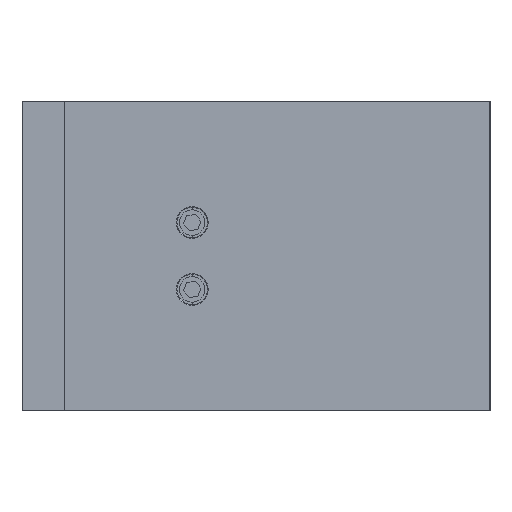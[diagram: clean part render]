
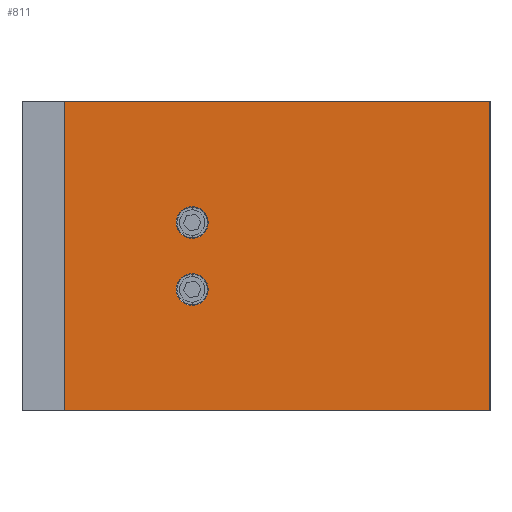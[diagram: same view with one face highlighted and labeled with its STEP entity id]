
A CAD part, left-side view. The second image highlights one B-rep face of the part: STEP entity #811.
In plain terms, the highlighted planar face has unit normal (-1, 0, 0).
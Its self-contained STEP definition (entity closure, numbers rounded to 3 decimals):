
#811 = ADVANCED_FACE ( 'NONE', ( #2019, #2239, #1972 ), #3981, .F. ) ;
#1215 = CARTESIAN_POINT ( 'NONE',  ( -2.096, 21.667, -5.5 ) ) ;
#1280 = DIRECTION ( 'NONE',  ( 1., 0., 0. ) ) ;
#1453 = DIRECTION ( 'NONE',  ( 0., 0., -1. ) ) ;
#1942 = DIRECTION ( 'NONE',  ( 1., 0., 0. ) ) ;
#1972 = FACE_OUTER_BOUND ( 'NONE', #2844, .T. ) ;
#2019 = FACE_BOUND ( 'NONE', #3071, .T. ) ;
#2173 = AXIS2_PLACEMENT_3D ( 'NONE', #3939, #3727, #3759 ) ;
#2239 = FACE_BOUND ( 'NONE', #2598, .T. ) ;
#2255 = CARTESIAN_POINT ( 'NONE',  ( -2.096, 21.667, 5.5 ) ) ;
#2265 = DIRECTION ( 'NONE',  ( 0., 0., -1. ) ) ;
#2283 = ORIENTED_EDGE ( 'NONE', *, *, #4755, .T. ) ;
#2381 = VERTEX_POINT ( 'NONE', #5717 ) ;
#2454 = ORIENTED_EDGE ( 'NONE', *, *, #5227, .T. ) ;
#2519 = VERTEX_POINT ( 'NONE', #5580 ) ;
#2553 = ORIENTED_EDGE ( 'NONE', *, *, #5134, .T. ) ;
#2564 = ORIENTED_EDGE ( 'NONE', *, *, #4667, .F. ) ;
#2576 = VERTEX_POINT ( 'NONE', #5912 ) ;
#2598 = EDGE_LOOP ( 'NONE', ( #2791, #2283 ) ) ;
#2694 = VERTEX_POINT ( 'NONE', #6330 ) ;
#2791 = ORIENTED_EDGE ( 'NONE', *, *, #5051, .T. ) ;
#2792 = ORIENTED_EDGE ( 'NONE', *, *, #4731, .F. ) ;
#2844 = EDGE_LOOP ( 'NONE', ( #2553, #2564, #2792, #3269 ) ) ;
#2889 = VERTEX_POINT ( 'NONE', #6236 ) ;
#2996 = VERTEX_POINT ( 'NONE', #6080 ) ;
#3031 = ORIENTED_EDGE ( 'NONE', *, *, #4725, .T. ) ;
#3071 = EDGE_LOOP ( 'NONE', ( #3031, #2454 ) ) ;
#3269 = ORIENTED_EDGE ( 'NONE', *, *, #4743, .T. ) ;
#3307 = VERTEX_POINT ( 'NONE', #6307 ) ;
#3322 = VERTEX_POINT ( 'NONE', #6032 ) ;
#3727 = DIRECTION ( 'NONE',  ( 1., 0., 0. ) ) ;
#3759 = DIRECTION ( 'NONE',  ( 0., 0., -1. ) ) ;
#3939 = CARTESIAN_POINT ( 'NONE',  ( -2.096, -27.333, 25.5 ) ) ;
#3981 = PLANE ( 'NONE',  #2173 ) ;
#4323 = AXIS2_PLACEMENT_3D ( 'NONE', #1215, #1280, #1453 ) ;
#4337 = VECTOR ( 'NONE', #6079, 1000. ) ;
#4346 = AXIS2_PLACEMENT_3D ( 'NONE', #6461, #6789, #6779 ) ;
#4667 = EDGE_CURVE ( 'NONE', #2996, #3322, #6160, .T. ) ;
#4725 = EDGE_CURVE ( 'NONE', #2576, #2694, #5200, .T. ) ;
#4731 = EDGE_CURVE ( 'NONE', #2519, #2996, #6290, .T. ) ;
#4743 = EDGE_CURVE ( 'NONE', #2519, #2889, #6063, .T. ) ;
#4755 = EDGE_CURVE ( 'NONE', #2381, #3307, #5166, .T. ) ;
#4885 = CIRCLE ( 'NONE', #4346, 2.625 ) ;
#5051 = EDGE_CURVE ( 'NONE', #3307, #2381, #4885, .T. ) ;
#5052 = CIRCLE ( 'NONE', #7143, 2.625 ) ;
#5134 = EDGE_CURVE ( 'NONE', #2889, #3322, #6562, .T. ) ;
#5166 = CIRCLE ( 'NONE', #4323, 2.625 ) ;
#5200 = CIRCLE ( 'NONE', #5364, 2.625 ) ;
#5227 = EDGE_CURVE ( 'NONE', #2694, #2576, #5052, .T. ) ;
#5269 = VECTOR ( 'NONE', #5618, 1000. ) ;
#5364 = AXIS2_PLACEMENT_3D ( 'NONE', #6325, #6319, #5622 ) ;
#5415 = VECTOR ( 'NONE', #5655, 1000. ) ;
#5580 = CARTESIAN_POINT ( 'NONE',  ( -2.096, 42.667, 25.5 ) ) ;
#5618 = DIRECTION ( 'NONE',  ( 0., -1., 0. ) ) ;
#5622 = DIRECTION ( 'NONE',  ( 0., 0., -1. ) ) ;
#5655 = DIRECTION ( 'NONE',  ( 0., 0., -1. ) ) ;
#5717 = CARTESIAN_POINT ( 'NONE',  ( -2.096, 21.667, -8.125 ) ) ;
#5912 = CARTESIAN_POINT ( 'NONE',  ( -2.096, 21.667, 8.125 ) ) ;
#5974 = CARTESIAN_POINT ( 'NONE',  ( -2.096, -27.333, 25.5 ) ) ;
#6032 = CARTESIAN_POINT ( 'NONE',  ( -2.096, -27.333, -25.5 ) ) ;
#6063 = LINE ( 'NONE', #6078, #4337 ) ;
#6078 = CARTESIAN_POINT ( 'NONE',  ( -2.096, 42.667, 25.5 ) ) ;
#6079 = DIRECTION ( 'NONE',  ( 0., 0., -1. ) ) ;
#6080 = CARTESIAN_POINT ( 'NONE',  ( -2.096, -27.333, 25.5 ) ) ;
#6155 = CARTESIAN_POINT ( 'NONE',  ( -2.096, -27.333, 25.5 ) ) ;
#6160 = LINE ( 'NONE', #6155, #5415 ) ;
#6236 = CARTESIAN_POINT ( 'NONE',  ( -2.096, 42.667, -25.5 ) ) ;
#6290 = LINE ( 'NONE', #5974, #5269 ) ;
#6307 = CARTESIAN_POINT ( 'NONE',  ( -2.096, 21.667, -2.875 ) ) ;
#6319 = DIRECTION ( 'NONE',  ( 1., 0., 0. ) ) ;
#6325 = CARTESIAN_POINT ( 'NONE',  ( -2.096, 21.667, 5.5 ) ) ;
#6330 = CARTESIAN_POINT ( 'NONE',  ( -2.096, 21.667, 2.875 ) ) ;
#6461 = CARTESIAN_POINT ( 'NONE',  ( -2.096, 21.667, -5.5 ) ) ;
#6560 = CARTESIAN_POINT ( 'NONE',  ( -2.096, -27.333, -25.5 ) ) ;
#6562 = LINE ( 'NONE', #6560, #7103 ) ;
#6564 = DIRECTION ( 'NONE',  ( 0., -1., 0. ) ) ;
#6779 = DIRECTION ( 'NONE',  ( 0., 0., -1. ) ) ;
#6789 = DIRECTION ( 'NONE',  ( 1., 0., 0. ) ) ;
#7103 = VECTOR ( 'NONE', #6564, 1000. ) ;
#7143 = AXIS2_PLACEMENT_3D ( 'NONE', #2255, #1942, #2265 ) ;
